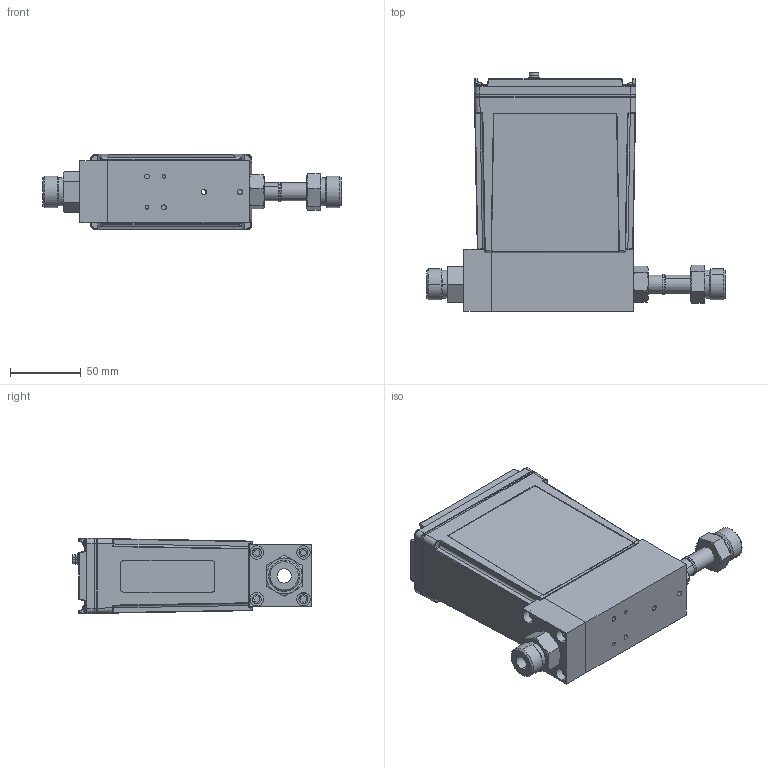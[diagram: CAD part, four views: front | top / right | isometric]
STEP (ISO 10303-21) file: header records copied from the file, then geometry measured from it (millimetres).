
FILE_DESCRIPTION (( 'STEP AP214' ), '1' );
FILE_NAME ('GE250-8VCO-LONG-ETHERCAT.STEP', '2016-08-08T13:11:21', ( 'MKS' ), ( 'MKS' ), 'SwSTEP 2.0', 'SolidWorks 2015', '' );
FILE_SCHEMA (( 'AUTOMOTIVE_DESIGN' ));
Length unit declared in the file: millimetre
Products named in the file (1): GE250-8VCO-LONG-ETHERCAT
Bounding box: 211.1 x 168.73 x 53.35 mm (x, y, z)
Surface area: 110381.8 mm2 (no closed solid volume)
Topology: 0 solids, 40 shells, 644 faces, 2124 edges, 1451 vertices
Faces by surface type: plane 265, cylinder 240, bspline 53, cone 51, sphere 19, torus 16
Entity records: 32252 total; most frequent: CARTESIAN_POINT 7616, DIRECTION 3672, ORIENTED_EDGE 3292, EDGE_CURVE 2099, VERTEX_POINT 1446, AXIS2_PLACEMENT_3D 1308, VECTOR 1056, LINE 1056
